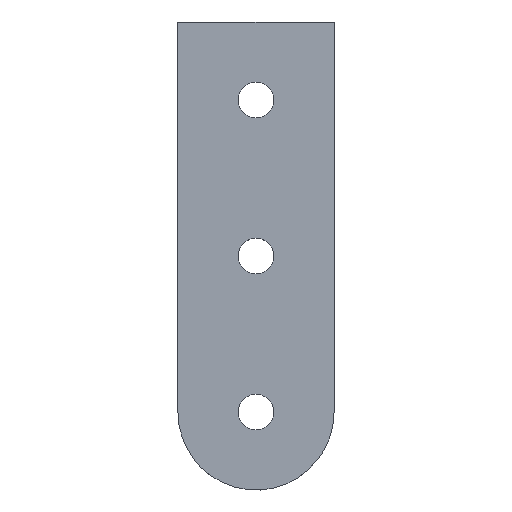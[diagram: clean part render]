
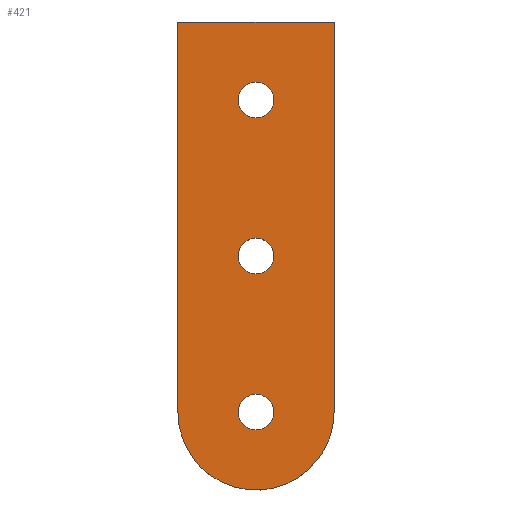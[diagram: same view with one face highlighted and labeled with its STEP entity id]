
A CAD part, top view. The second image highlights one B-rep face of the part: STEP entity #421.
In plain terms, the highlighted planar face has unit normal (0, 0, 1).
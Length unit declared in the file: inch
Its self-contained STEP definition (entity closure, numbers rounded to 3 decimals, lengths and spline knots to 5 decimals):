
#135=CARTESIAN_POINT('',(-0.53033,-0.53033,0.25));
#136=VERTEX_POINT('',#135);
#145=CARTESIAN_POINT('',(-0.75,0.0,0.25));
#146=VERTEX_POINT('',#145);
#147=CARTESIAN_POINT('',(0.0,0.0,0.25));
#148=DIRECTION('',(0.0,0.0,-1.));
#149=DIRECTION('',(0.707,-0.707,0.0));
#150=AXIS2_PLACEMENT_3D('',#147,#148,#149);
#151=CIRCLE('',#150,0.75);
#152=EDGE_CURVE('',#136,#146,#151,.T.);
#179=CARTESIAN_POINT('',(-0.171,0.0,0.25));
#180=VERTEX_POINT('',#179);
#196=CARTESIAN_POINT('',(0.171,0.0,0.25));
#197=VERTEX_POINT('',#196);
#204=CARTESIAN_POINT('',(0.0,0.0,0.25));
#205=DIRECTION('',(0.0,0.0,-1.0));
#206=DIRECTION('',(-1.0,0.0,0.0));
#207=AXIS2_PLACEMENT_3D('',#204,#205,#206);
#208=CIRCLE('',#207,0.171);
#209=EDGE_CURVE('',#180,#197,#208,.T.);
#221=CARTESIAN_POINT('',(-0.171,1.5,0.25));
#222=VERTEX_POINT('',#221);
#238=CARTESIAN_POINT('',(0.171,1.5,0.25));
#239=VERTEX_POINT('',#238);
#246=CARTESIAN_POINT('',(0.,1.5,0.25));
#247=DIRECTION('',(0.0,0.0,-1.0));
#248=DIRECTION('',(-1.0,0.0,0.0));
#249=AXIS2_PLACEMENT_3D('',#246,#247,#248);
#250=CIRCLE('',#249,0.171);
#251=EDGE_CURVE('',#222,#239,#250,.T.);
#263=CARTESIAN_POINT('',(-0.171,3.0,0.25));
#264=VERTEX_POINT('',#263);
#280=CARTESIAN_POINT('',(0.171,3.0,0.25));
#281=VERTEX_POINT('',#280);
#288=CARTESIAN_POINT('',(0.,3.0,0.25));
#289=DIRECTION('',(0.0,0.0,-1.0));
#290=DIRECTION('',(-1.0,0.0,0.0));
#291=AXIS2_PLACEMENT_3D('',#288,#289,#290);
#292=CIRCLE('',#291,0.171);
#293=EDGE_CURVE('',#264,#281,#292,.T.);
#304=CARTESIAN_POINT('',(0.,3.0,0.25));
#305=DIRECTION('',(0.0,0.0,-1.0));
#306=DIRECTION('',(-1.0,0.0,0.0));
#307=AXIS2_PLACEMENT_3D('',#304,#305,#306);
#308=CIRCLE('',#307,0.171);
#309=EDGE_CURVE('',#281,#264,#308,.T.);
#328=CARTESIAN_POINT('',(0.,1.5,0.25));
#329=DIRECTION('',(0.0,0.0,-1.0));
#330=DIRECTION('',(-1.0,0.0,0.0));
#331=AXIS2_PLACEMENT_3D('',#328,#329,#330);
#332=CIRCLE('',#331,0.171);
#333=EDGE_CURVE('',#239,#222,#332,.T.);
#352=CARTESIAN_POINT('',(0.0,0.0,0.25));
#353=DIRECTION('',(0.0,0.0,-1.0));
#354=DIRECTION('',(-1.0,0.0,0.0));
#355=AXIS2_PLACEMENT_3D('',#352,#353,#354);
#356=CIRCLE('',#355,0.171);
#357=EDGE_CURVE('',#197,#180,#356,.T.);
#370=CARTESIAN_POINT('',(0.,1.5,0.25));
#371=DIRECTION('',(0.0,0.0,-1.0));
#372=DIRECTION('',(1.0,0.0,0.0));
#373=AXIS2_PLACEMENT_3D('',#370,#371,#372);
#374=PLANE('',#373);
#375=CARTESIAN_POINT('',(0.75,0.0,0.25));
#376=VERTEX_POINT('',#375);
#377=CARTESIAN_POINT('',(0.0,0.0,0.25));
#378=DIRECTION('',(0.0,0.0,-1.));
#379=DIRECTION('',(0.707,-0.707,0.0));
#380=AXIS2_PLACEMENT_3D('',#377,#378,#379);
#381=CIRCLE('',#380,0.75);
#382=EDGE_CURVE('',#376,#136,#381,.T.);
#383=ORIENTED_EDGE('',*,*,#382,.F.);
#384=CARTESIAN_POINT('',(0.75,3.75,0.25));
#385=VERTEX_POINT('',#384);
#386=CARTESIAN_POINT('',(0.75,0.0,0.25));
#387=DIRECTION('',(0.0,1.0,0.0));
#388=VECTOR('',#387,3.75);
#389=LINE('',#386,#388);
#390=EDGE_CURVE('',#376,#385,#389,.T.);
#391=ORIENTED_EDGE('',*,*,#390,.T.);
#392=CARTESIAN_POINT('',(-0.75,3.75,0.25));
#393=VERTEX_POINT('',#392);
#394=CARTESIAN_POINT('',(0.75,3.75,0.25));
#395=DIRECTION('',(-1.0,0.0,0.0));
#396=VECTOR('',#395,1.5);
#397=LINE('',#394,#396);
#398=EDGE_CURVE('',#385,#393,#397,.T.);
#399=ORIENTED_EDGE('',*,*,#398,.T.);
#400=CARTESIAN_POINT('',(-0.75,3.75,0.25));
#401=DIRECTION('',(0.0,-1.0,0.0));
#402=VECTOR('',#401,3.75);
#403=LINE('',#400,#402);
#404=EDGE_CURVE('',#393,#146,#403,.T.);
#405=ORIENTED_EDGE('',*,*,#404,.T.);
#406=ORIENTED_EDGE('',*,*,#152,.F.);
#407=EDGE_LOOP('',(#383,#391,#399,#405,#406));
#408=FACE_OUTER_BOUND('',#407,.T.);
#409=ORIENTED_EDGE('',*,*,#293,.T.);
#410=ORIENTED_EDGE('',*,*,#309,.T.);
#411=EDGE_LOOP('',(#409,#410));
#412=FACE_BOUND('',#411,.T.);
#413=ORIENTED_EDGE('',*,*,#251,.T.);
#414=ORIENTED_EDGE('',*,*,#333,.T.);
#415=EDGE_LOOP('',(#413,#414));
#416=FACE_BOUND('',#415,.T.);
#417=ORIENTED_EDGE('',*,*,#209,.T.);
#418=ORIENTED_EDGE('',*,*,#357,.T.);
#419=EDGE_LOOP('',(#417,#418));
#420=FACE_BOUND('',#419,.T.);
#421=ADVANCED_FACE('',(#408,#412,#416,#420),#374,.F.);
